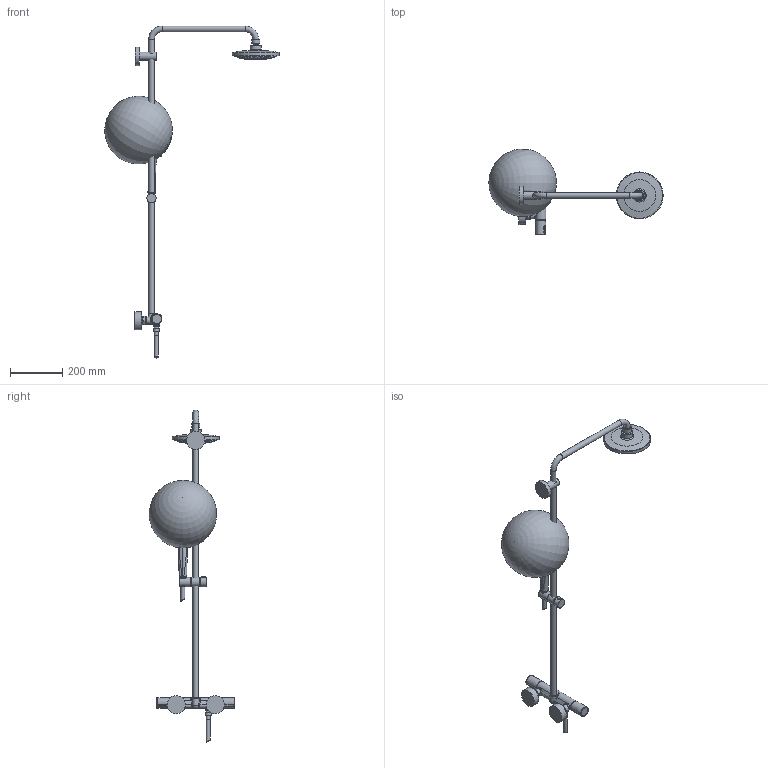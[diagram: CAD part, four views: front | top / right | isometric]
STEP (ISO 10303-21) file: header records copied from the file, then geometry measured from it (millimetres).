
FILE_DESCRIPTION(/* description */ ('Unknown'),/* implementation_level */ '2;1');
FILE_NAME(/* name */ '27298001',/* time_stamp */ '2022-09-09T18:15:13+02:00',/* author */ ('Unknown'),/* organization */ ('GROHE AG'),/* preprocessor_version */ 'ST-DEVELOPER v16.7',/* originating_system */ 'DEX',/* authorisation */ $);
FILE_SCHEMA (('AUTOMOTIVE_DESIGN {1 0 10303 214 3 1 1}'));
Products named in the file (11): 27298001; id50; 071012_FamilyHSH_D_Jets5L_Lob; 071108_Family_HSH_FaceEco_E_Lob; 071205_Family_Ring_FitKneipp_Lob; 081107 GTM1000C Handles Update02; A4285913_DIY_THM_Griff_Body_090831; A_42_83_153_cosmo 160 headshower_cover ring; face1; rail_sur
Assembly tree (10 placements, depth 2):
  27298001
    27298001
    id50
    071012_FamilyHSH_D_Jets5L_Lob
    071108_Family_HSH_FaceEco_E_Lob
    071205_Family_Ring_FitKneipp_Lob
    081107 GTM1000C Handles Update02
    A4285913_DIY_THM_Griff_Body_090831
    A_42_83_153_cosmo 160 headshower_cover ring
    face1
    rail_sur
Bounding box: 669.37 x 327.14 x 1275.06 mm (x, y, z)
Volume: 288670.7 mm3; surface area: 595437.5 mm2
Topology: 5 solids, 366 shells, 805 faces, 2606 edges, 2024 vertices
Faces by surface type: cylinder 386, torus 199, bspline 99, plane 64, sphere 44, cone 13
Full cylindrical faces by diameter (mm): 2.6 x30, 2.7 x30, 2.85 x30, 2.95 x30, 3 x111, 3.1 x24, 3.15 x18, 3.25 x18, 3.3 x18, 3.4 x18, 14 x1, 15 x2, 16 x1, 18 x1, 18.5 x1, 19.9 x1, 20.9 x2, 21.8 x1, 22 x2, 23 x2, 23.5 x1, 27 x2, 31.3 x1, 33.4 x2, 36 x3, 37 x2, 40 x2, 70 x2, 71 x1, 103 x1
Entity records: 49467 total; most frequent: CARTESIAN_POINT 30317, ORIENTED_EDGE 2505, DIRECTION 1925, EDGE_CURVE 1834, VERTEX_POINT 1665, B_SPLINE_CURVE_WITH_KNOTS 1556, FACE_BOUND 1214, EDGE_LOOP 1213
